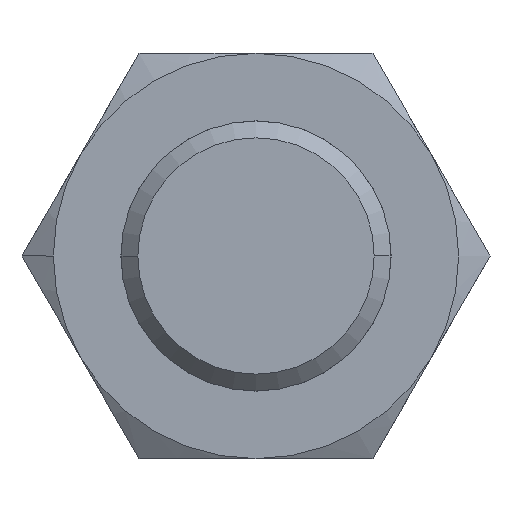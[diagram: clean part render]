
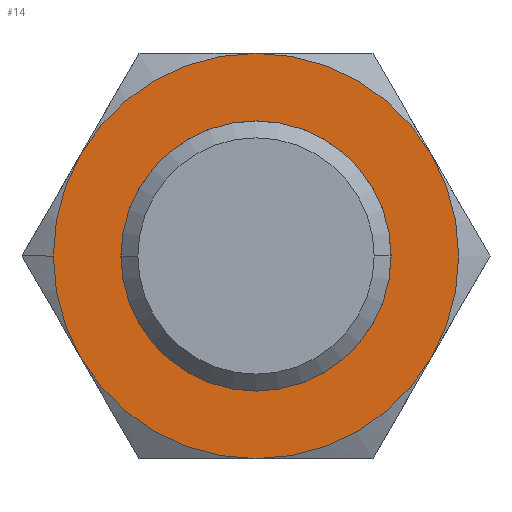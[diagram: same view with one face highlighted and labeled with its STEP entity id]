
A CAD part, front view. The second image highlights one B-rep face of the part: STEP entity #14.
In plain terms, the highlighted planar face has unit normal (0, -1, 0).
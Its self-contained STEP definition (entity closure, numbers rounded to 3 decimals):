
#3 = CARTESIAN_POINT ( 'NONE',  ( 0., 0., 0. ) ) ;
#8 = AXIS2_PLACEMENT_3D ( 'NONE', #395, #617, #388 ) ;
#13 = ORIENTED_EDGE ( 'NONE', *, *, #781, .F. ) ;
#14 = ADVANCED_FACE ( 'NONE', ( #896, #581 ), #449, .F. ) ;
#38 = CIRCLE ( 'NONE', #857, 12. ) ;
#51 = VERTEX_POINT ( 'NONE', #738 ) ;
#69 = DIRECTION ( 'NONE',  ( -1., 0., 0. ) ) ;
#79 = DIRECTION ( 'NONE',  ( -1., 0., 0. ) ) ;
#87 = CARTESIAN_POINT ( 'NONE',  ( 0., 0., 0. ) ) ;
#105 = DIRECTION ( 'NONE',  ( -1., 0., 0. ) ) ;
#107 = CARTESIAN_POINT ( 'NONE',  ( -12., 0., 0. ) ) ;
#112 = VERTEX_POINT ( 'NONE', #527 ) ;
#133 = VERTEX_POINT ( 'NONE', #805 ) ;
#161 = DIRECTION ( 'NONE',  ( -1., 0., 0. ) ) ;
#196 = VERTEX_POINT ( 'NONE', #107 ) ;
#211 = DIRECTION ( 'NONE',  ( 0., 1., 0. ) ) ;
#220 = AXIS2_PLACEMENT_3D ( 'NONE', #462, #378, #384 ) ;
#268 = DIRECTION ( 'NONE',  ( 0., 1., 0. ) ) ;
#269 = CIRCLE ( 'NONE', #640, 12. ) ;
#285 = DIRECTION ( 'NONE',  ( 0., 1., 0. ) ) ;
#316 = VERTEX_POINT ( 'NONE', #639 ) ;
#327 = ORIENTED_EDGE ( 'NONE', *, *, #939, .F. ) ;
#333 = ORIENTED_EDGE ( 'NONE', *, *, #882, .F. ) ;
#337 = EDGE_CURVE ( 'NONE', #874, #133, #686, .T. ) ;
#346 = AXIS2_PLACEMENT_3D ( 'NONE', #87, #525, #161 ) ;
#348 = ORIENTED_EDGE ( 'NONE', *, *, #629, .F. ) ;
#357 = VERTEX_POINT ( 'NONE', #804 ) ;
#361 = CIRCLE ( 'NONE', #8, 12. ) ;
#378 = DIRECTION ( 'NONE',  ( 0., 1., 0. ) ) ;
#384 = DIRECTION ( 'NONE',  ( -1., 0., 0. ) ) ;
#387 = VERTEX_POINT ( 'NONE', #438 ) ;
#388 = DIRECTION ( 'NONE',  ( -1., 0., 0. ) ) ;
#395 = CARTESIAN_POINT ( 'NONE',  ( 0., 0., 0. ) ) ;
#398 = ORIENTED_EDGE ( 'NONE', *, *, #706, .F. ) ;
#402 = CARTESIAN_POINT ( 'NONE',  ( 0., 0., 0. ) ) ;
#417 = ORIENTED_EDGE ( 'NONE', *, *, #853, .F. ) ;
#438 = CARTESIAN_POINT ( 'NONE',  ( 0., 0., -12. ) ) ;
#449 = PLANE ( 'NONE',  #730 ) ;
#462 = CARTESIAN_POINT ( 'NONE',  ( 0., 0., 0. ) ) ;
#470 = CARTESIAN_POINT ( 'NONE',  ( 10.392, 0., 6. ) ) ;
#478 = ORIENTED_EDGE ( 'NONE', *, *, #641, .F. ) ;
#499 = ORIENTED_EDGE ( 'NONE', *, *, #337, .T. ) ;
#518 = CIRCLE ( 'NONE', #346, 12. ) ;
#525 = DIRECTION ( 'NONE',  ( 0., 1., 0. ) ) ;
#527 = CARTESIAN_POINT ( 'NONE',  ( 10.392, 0., -6. ) ) ;
#531 = AXIS2_PLACEMENT_3D ( 'NONE', #402, #268, #711 ) ;
#535 = CARTESIAN_POINT ( 'NONE',  ( 0., 0., 0. ) ) ;
#566 = EDGE_LOOP ( 'NONE', ( #499, #577 ) ) ;
#568 = DIRECTION ( 'NONE',  ( 0., 1., 0. ) ) ;
#577 = ORIENTED_EDGE ( 'NONE', *, *, #895, .T. ) ;
#581 = FACE_BOUND ( 'NONE', #566, .T. ) ;
#588 = DIRECTION ( 'NONE',  ( -1., 0., 0. ) ) ;
#617 = DIRECTION ( 'NONE',  ( 0., 1., 0. ) ) ;
#629 = EDGE_CURVE ( 'NONE', #196, #51, #38, .T. ) ;
#639 = CARTESIAN_POINT ( 'NONE',  ( -10.392, 0., -6. ) ) ;
#640 = AXIS2_PLACEMENT_3D ( 'NONE', #739, #815, #69 ) ;
#641 = EDGE_CURVE ( 'NONE', #51, #357, #744, .T. ) ;
#650 = CARTESIAN_POINT ( 'NONE',  ( 0., 0., 0. ) ) ;
#659 = CIRCLE ( 'NONE', #858, 12. ) ;
#665 = CARTESIAN_POINT ( 'NONE',  ( 12., 0., 0. ) ) ;
#667 = DIRECTION ( 'NONE',  ( -1., 0., 0. ) ) ;
#668 = CARTESIAN_POINT ( 'NONE',  ( 0., 0., 0. ) ) ;
#686 = CIRCLE ( 'NONE', #871, 8. ) ;
#706 = EDGE_CURVE ( 'NONE', #387, #316, #885, .T. ) ;
#711 = DIRECTION ( 'NONE',  ( -1., 0., 0. ) ) ;
#730 = AXIS2_PLACEMENT_3D ( 'NONE', #665, #748, #79 ) ;
#738 = CARTESIAN_POINT ( 'NONE',  ( -10.392, 0., 6. ) ) ;
#739 = CARTESIAN_POINT ( 'NONE',  ( 0., 0., 0. ) ) ;
#744 = CIRCLE ( 'NONE', #531, 12. ) ;
#748 = DIRECTION ( 'NONE',  ( 0., 1., 0. ) ) ;
#755 = DIRECTION ( 'NONE',  ( 0., 1., 0. ) ) ;
#781 = EDGE_CURVE ( 'NONE', #316, #196, #269, .T. ) ;
#804 = CARTESIAN_POINT ( 'NONE',  ( 0., 0., 12. ) ) ;
#805 = CARTESIAN_POINT ( 'NONE',  ( 8., 0., 0. ) ) ;
#810 = CIRCLE ( 'NONE', #220, 8. ) ;
#815 = DIRECTION ( 'NONE',  ( 0., 1., 0. ) ) ;
#853 = EDGE_CURVE ( 'NONE', #112, #387, #518, .T. ) ;
#857 = AXIS2_PLACEMENT_3D ( 'NONE', #650, #568, #934 ) ;
#858 = AXIS2_PLACEMENT_3D ( 'NONE', #535, #755, #105 ) ;
#867 = EDGE_LOOP ( 'NONE', ( #478, #348, #13, #398, #417, #327, #333 ) ) ;
#871 = AXIS2_PLACEMENT_3D ( 'NONE', #668, #285, #588 ) ;
#873 = AXIS2_PLACEMENT_3D ( 'NONE', #3, #211, #667 ) ;
#874 = VERTEX_POINT ( 'NONE', #914 ) ;
#882 = EDGE_CURVE ( 'NONE', #357, #947, #361, .T. ) ;
#885 = CIRCLE ( 'NONE', #873, 12. ) ;
#895 = EDGE_CURVE ( 'NONE', #133, #874, #810, .T. ) ;
#896 = FACE_OUTER_BOUND ( 'NONE', #867, .T. ) ;
#914 = CARTESIAN_POINT ( 'NONE',  ( -8., 0., 0. ) ) ;
#934 = DIRECTION ( 'NONE',  ( -1., 0., 0. ) ) ;
#939 = EDGE_CURVE ( 'NONE', #947, #112, #659, .T. ) ;
#947 = VERTEX_POINT ( 'NONE', #470 ) ;
